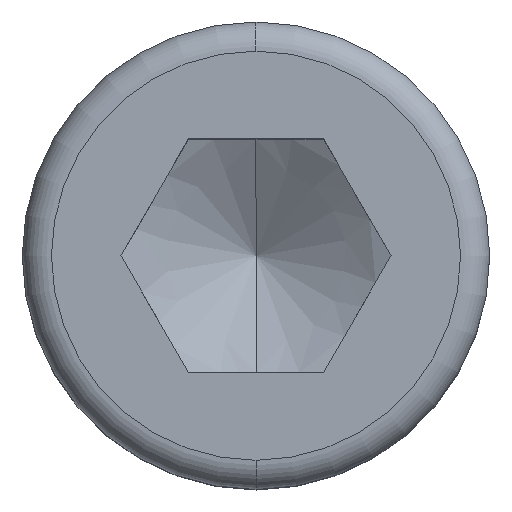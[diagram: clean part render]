
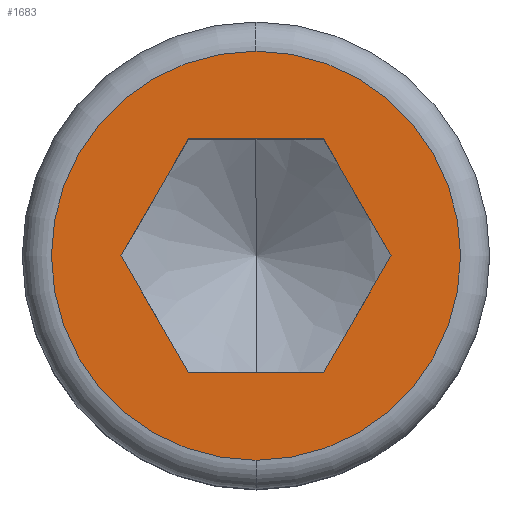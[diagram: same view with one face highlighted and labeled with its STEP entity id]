
A CAD part, top view. The second image highlights one B-rep face of the part: STEP entity #1683.
In plain terms, the highlighted planar face has unit normal (0, 0, 1).
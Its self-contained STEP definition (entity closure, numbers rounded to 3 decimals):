
#717=VERTEX_POINT('',#2028);
#719=EDGE_CURVE('',#1939,#925,#2030,.T.);
#803=VERTEX_POINT('',#2120);
#819=EDGE_CURVE('',#1645,#1743,#2138,.T.);
#849=EDGE_CURVE('',#717,#1939,#2173,.T.);
#925=VERTEX_POINT('',#2257);
#1161=EDGE_CURVE('',#1743,#1645,#2522,.T.);
#1299=EDGE_CURVE('',#1391,#1663,#2674,.T.);
#1391=VERTEX_POINT('',#2780);
#1573=EDGE_CURVE('',#803,#1391,#2984,.T.);
#1645=VERTEX_POINT('',#3070);
#1663=VERTEX_POINT('',#3090);
#1677=EDGE_CURVE('',#1663,#717,#3108,.T.);
#1683=ADVANCED_FACE('',(#3115,#3116),#3117,.T.);
#1743=VERTEX_POINT('',#3187);
#1793=EDGE_CURVE('',#925,#803,#3247,.T.);
#1939=VERTEX_POINT('',#3420);
#2028=CARTESIAN_POINT('',(2.31,4.001,10.));
#2030=LINE('',#3532,#3533);
#2120=CARTESIAN_POINT('',(-2.31,-4.001,10.));
#2138=CIRCLE('',#3699,7.0);
#2173=LINE('',#3759,#3760);
#2257=CARTESIAN_POINT('',(2.31,-4.001,10.));
#2522=CIRCLE('',#4243,7.0);
#2674=LINE('',#4463,#4464);
#2780=CARTESIAN_POINT('',(-4.62,0.,10.));
#2984=LINE('',#4904,#4905);
#3070=CARTESIAN_POINT('',(0.,-7.,10.));
#3090=CARTESIAN_POINT('',(-2.31,4.001,10.));
#3108=LINE('',#5065,#5066);
#3115=FACE_BOUND('',#5074,.T.);
#3116=FACE_OUTER_BOUND('',#5075,.T.);
#3117=PLANE('',#5076);
#3187=CARTESIAN_POINT('',(0.,7.,10.));
#3247=LINE('',#5244,#5245);
#3420=CARTESIAN_POINT('',(4.62,0.,10.));
#3532=CARTESIAN_POINT('',(2.888,-3.001,10.));
#3533=VECTOR('',#5588,1.0);
#3699=AXIS2_PLACEMENT_3D('',#5676,#5677,#5678);
#3759=CARTESIAN_POINT('',(4.043,1.,10.));
#3760=VECTOR('',#5723,1.0);
#4243=AXIS2_PLACEMENT_3D('',#6093,#6094,#6095);
#4463=CARTESIAN_POINT('',(-2.888,3.001,10.));
#4464=VECTOR('',#6294,1.0);
#4904=CARTESIAN_POINT('',(-4.043,-1.,10.));
#4905=VECTOR('',#6692,1.0);
#5065=CARTESIAN_POINT('',(1.155,4.001,10.));
#5066=VECTOR('',#6876,1.0);
#5074=EDGE_LOOP('',(#6888,#6889,#6890,#6891,#6892,#6893));
#5075=EDGE_LOOP('',(#6894,#6895));
#5076=AXIS2_PLACEMENT_3D('',#6896,#6897,#6898);
#5244=CARTESIAN_POINT('',(-1.155,-4.001,10.));
#5245=VECTOR('',#7077,1.0);
#5588=DIRECTION('',(-0.5,-0.866,0.0));
#5676=CARTESIAN_POINT('',(0.,0.,10.));
#5677=DIRECTION('',(0.0,0.0,1.0));
#5678=DIRECTION('',(-1.0,0.0,0.0));
#5723=DIRECTION('',(0.5,-0.866,0.0));
#6093=CARTESIAN_POINT('',(0.,0.,10.));
#6094=DIRECTION('',(0.0,0.0,1.0));
#6095=DIRECTION('',(-1.0,0.0,0.0));
#6294=DIRECTION('',(0.5,0.866,0.0));
#6692=DIRECTION('',(-0.5,0.866,0.0));
#6876=DIRECTION('',(1.0,0.0,0.0));
#6888=ORIENTED_EDGE('',*,*,#1573,.T.);
#6889=ORIENTED_EDGE('',*,*,#1299,.T.);
#6890=ORIENTED_EDGE('',*,*,#1677,.T.);
#6891=ORIENTED_EDGE('',*,*,#849,.T.);
#6892=ORIENTED_EDGE('',*,*,#719,.T.);
#6893=ORIENTED_EDGE('',*,*,#1793,.T.);
#6894=ORIENTED_EDGE('',*,*,#819,.T.);
#6895=ORIENTED_EDGE('',*,*,#1161,.T.);
#6896=CARTESIAN_POINT('',(0.,-6.31,10.));
#6897=DIRECTION('',(0.0,0.0,1.0));
#6898=DIRECTION('',(0.,-1.0,0.0));
#7077=DIRECTION('',(-1.0,0.0,0.0));
